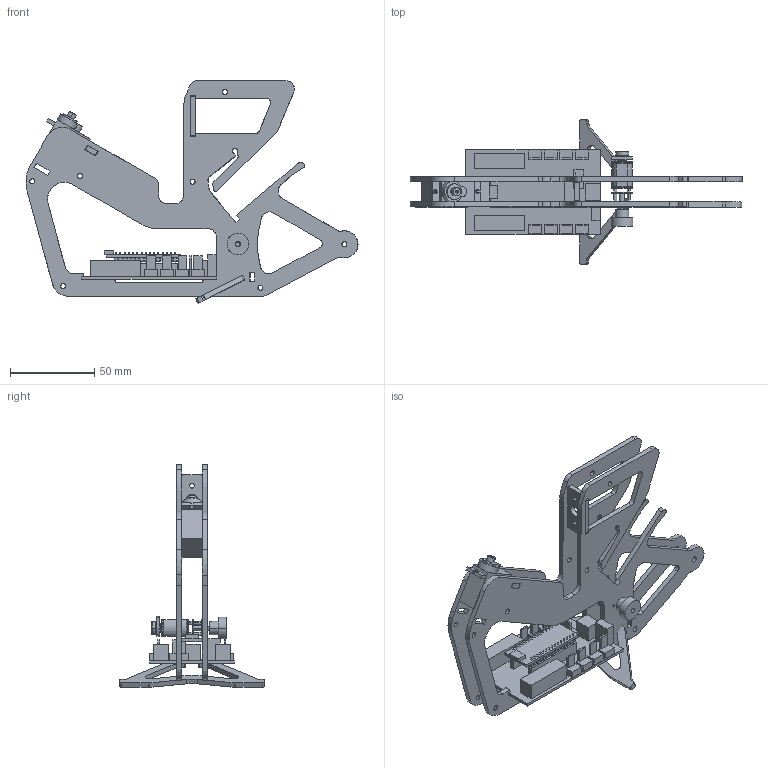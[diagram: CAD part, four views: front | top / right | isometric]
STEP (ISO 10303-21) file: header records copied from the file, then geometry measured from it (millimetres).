
FILE_DESCRIPTION(/* description */ (''),/* implementation_level */ '2;1');
FILE_NAME(/* name */ 'AEK-MC-CS',/* time_stamp */ '2020-04-16T14:17:00+02:00',/* author */ (''),/* organization */ (''),/* preprocessor_version */ 'ST-DEVELOPER v15',/* originating_system */ '',/* authorisation */ '');
FILE_SCHEMA (('AUTOMOTIVE_DESIGN'));
Length unit declared in the file: millimetre
Products named in the file (1): Document
Bounding box: 197.12 x 85.67 x 132.31 mm (x, y, z)
Volume: 69480.7 mm3; surface area: 73907.9 mm2
Topology: 26 solids, 27 shells, 1270 faces, 3324 edges, 2166 vertices
Faces by surface type: plane 720, bspline 550
Entity records: 42761 total; most frequent: CARTESIAN_POINT 21523, ORIENTED_EDGE 6645, EDGE_CURVE 3324, B_SPLINE_CURVE_WITH_KNOTS 2210, VERTEX_POINT 2166, EDGE_LOOP 1491, ADVANCED_FACE 1270, FACE_OUTER_BOUND 1270
